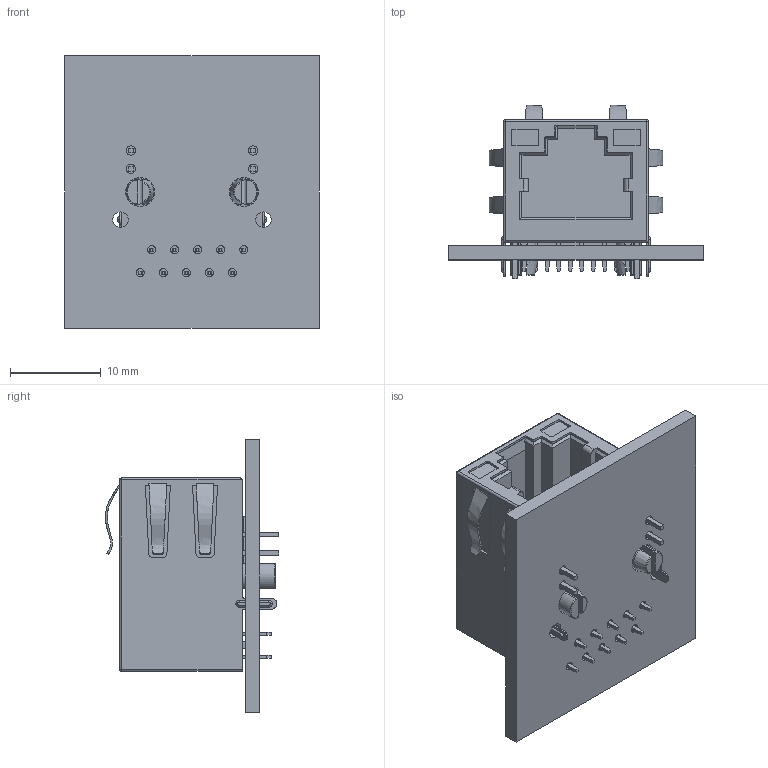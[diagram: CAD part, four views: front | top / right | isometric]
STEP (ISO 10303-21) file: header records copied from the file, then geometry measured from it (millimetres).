
FILE_DESCRIPTION((''),'2;1');
FILE_NAME('TRJG16314A4NL_ASM','2015-12-09T',('Admin'),(''),'PRO/ENGINEER BY PARAMETRIC TECHNOLOGY CORPORATION, 2011310','PRO/ENGINEER BY PARAMETRIC TECHNOLOGY CORPORATION, 2011310','');
FILE_SCHEMA(('CONFIG_CONTROL_DESIGN'));
Length unit declared in the file: millimetre
Products named in the file (3): TRJG163XXA4NL; 1X1-TAB-UP-PCB; TRJG16314A4NL_ASM
Assembly tree (2 placements, depth 2):
  TRJG16314A4NL_ASM
    TRJG163XXA4NL
    1X1-TAB-UP-PCB
Bounding box: 28 x 19.08 x 30 mm (x, y, z)
Volume: 5012.2 mm3; surface area: 4437.4 mm2
Topology: 2 solids, 2 shells, 413 faces, 1095 edges, 714 vertices
Faces by surface type: plane 257, cylinder 122, extrusion 12, bspline 8, torus 8, sphere 4, cone 2
Entity records: 14011 total; most frequent: CARTESIAN_POINT 3571, ORIENTED_EDGE 2190, DIRECTION 2057, EDGE_CURVE 1095, VECTOR 793, LINE 781, VERTEX_POINT 714, AXIS2_PLACEMENT_3D 632
